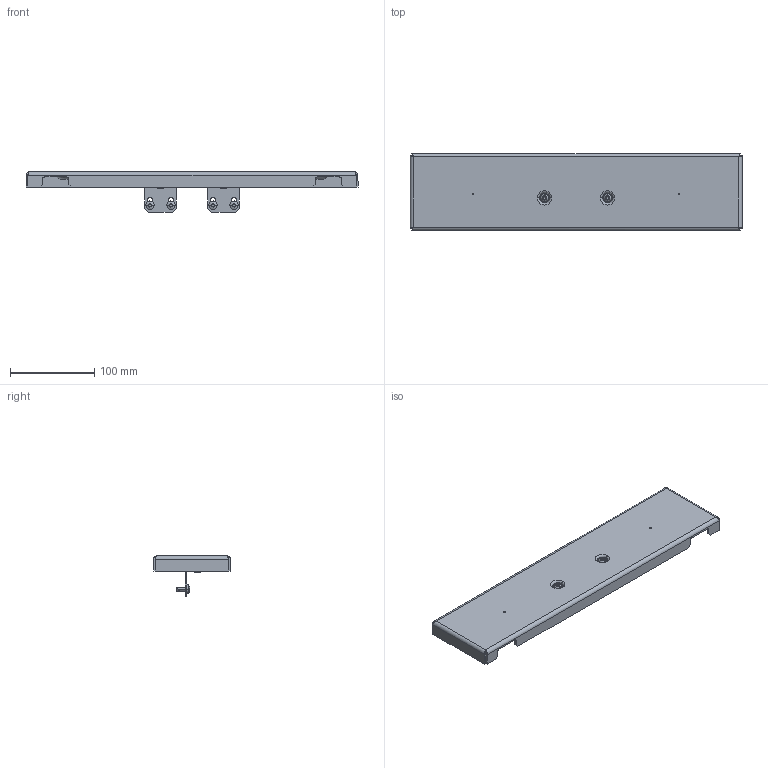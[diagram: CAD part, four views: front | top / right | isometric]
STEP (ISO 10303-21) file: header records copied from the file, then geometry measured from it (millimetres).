
FILE_DESCRIPTION (( 'STEP AP203' ), '1' );
FILE_NAME ('UR33600000418 Ïàíåëü êîíöåâàÿ âåðõíÿÿ ãëóõàÿ 100ìì RS52 00.40 (1 øò.) (000.801.336).STEP', '2022-04-08T11:32:44', ( '' ), ( '' ), 'SwSTEP 2.0', 'SolidWorks 2017', '' );
FILE_SCHEMA (( 'CONFIG_CONTROL_DESIGN' ));
Length unit declared in the file: millimetre
Products named in the file (11): 000.169.146 Êðîíøòåéí ïàíåëåé êîíöåâûõ LC3; Óïëîòíèòåëü ÏÏÓ äëÿ ïàíåëè êîíöåâîé 100 ìì LC3_00 (00.40); 012-1890 Ïàíåëü êîíöåâàÿ ãëóõàÿ 100 ìì LC3_00 (00.40); Çàêëåïêà ðåçüáîâàÿ óìåíüøåííûé áîðòèê øåñòèãðàííàÿ_Œ5å14; Âèíò ISO 7380-2 TX_Œ5å12; UR33600000418 Ïàíåëü êîíöåâàÿ âåðõíÿÿ ãëóõàÿ 100ìì RS52 00.40 (1 øò.) (000.801.336); Øïèëüêà çàçåìëåíèÿ CKF CS_Œ6å16; 000.203.174 Ïàíåëü êîíöåâàÿ ãëóõàÿ 100 ìì LC3_00 (00.40); 000.210.446 Îñíîâàíèå ïàíåëè êîíöåâîé ãëóõîé 100 ìì LC3_00 (00.40); Âèíò DIN 7500 C TORX_Œ5å12; 029-345 Êðîíøòåéí ïàíåëåé êîíöåâûõ LC3
Assembly tree (16 placements, depth 4):
  UR33600000418 Ïàíåëü êîíöåâàÿ âåðõíÿÿ ãëóõàÿ 100ìì RS52 00.40 (1 øò.) (000.801.336)
    000.203.174 Ïàíåëü êîíöåâàÿ ãëóõàÿ 100 ìì LC3_00 (00.40)
      000.210.446 Îñíîâàíèå ïàíåëè êîíöåâîé ãëóõîé 100 ìì LC3_00 (00.40)
        012-1890 Ïàíåëü êîíöåâàÿ ãëóõàÿ 100 ìì LC3_00 (00.40)
        Øïèëüêà çàçåìëåíèÿ CKF CS_Œ6å16  x2
      Óïëîòíèòåëü ÏÏÓ äëÿ ïàíåëè êîíöåâîé 100 ìì LC3_00 (00.40)
    000.169.146 Êðîíøòåéí ïàíåëåé êîíöåâûõ LC3  x2
      029-345 Êðîíøòåéí ïàíåëåé êîíöåâûõ LC3
      Çàêëåïêà ðåçüáîâàÿ óìåíüøåííûé áîðòèê øåñòèãðàííàÿ_Œ5å14
    Âèíò DIN 7500 C TORX_Œ5å12  x4
    Âèíò ISO 7380-2 TX_Œ5å12  x2
Bounding box: 395 x 91.5 x 48.4 mm (x, y, z)
Volume: 155363.5 mm3; surface area: 138036.5 mm2
Topology: 14 solids, 14 shells, 618 faces, 1572 edges, 974 vertices
Faces by surface type: plane 315, cylinder 203, torus 36, cone 32, bspline 24, sphere 8
Entity records: 12591 total; most frequent: CARTESIAN_POINT 3571, ORIENTED_EDGE 1612, DIRECTION 1609, EDGE_CURVE 806, AXIS2_PLACEMENT_3D 596, VERTEX_POINT 500, VECTOR 417, LINE 417
